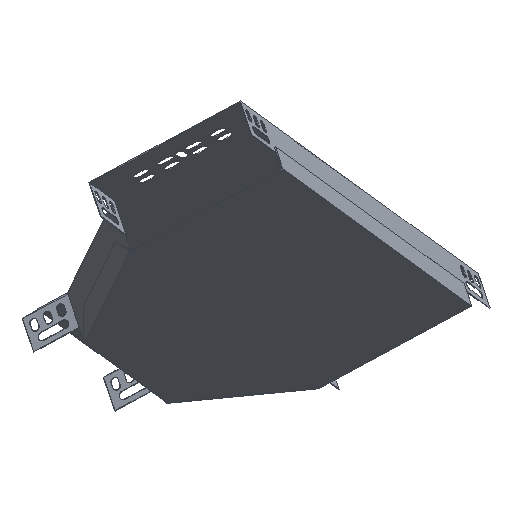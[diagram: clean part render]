
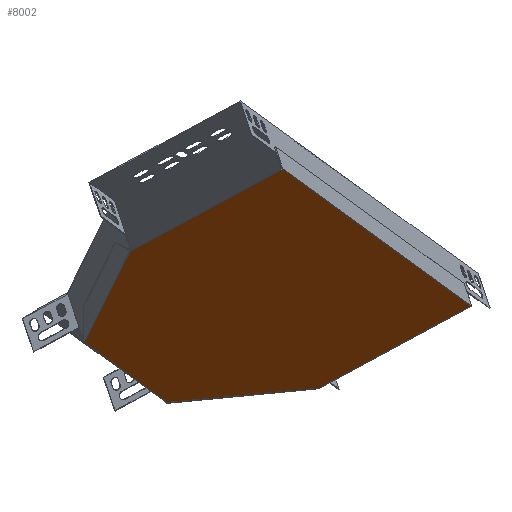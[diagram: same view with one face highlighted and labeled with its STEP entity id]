
A CAD part, front view. The second image highlights one B-rep face of the part: STEP entity #8002.
In plain terms, the highlighted planar face has unit normal (0.283, -0.485, -0.827).
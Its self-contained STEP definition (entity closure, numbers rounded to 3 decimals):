
#180 = CARTESIAN_POINT ( 'NONE',  ( 232.925, 226.234, -46.67 ) ) ;
#202 = ORIENTED_EDGE ( 'NONE', *, *, #3094, .F. ) ;
#361 = CARTESIAN_POINT ( 'NONE',  ( -93.604, 89.927, -78.332 ) ) ;
#437 = DIRECTION ( 'NONE',  ( -0.283, 0.485, 0.827 ) ) ;
#818 = EDGE_CURVE ( 'NONE', #8977, #2617, #4557, .T. ) ;
#1139 = CARTESIAN_POINT ( 'NONE',  ( -25.415, 215.775, -128.865 ) ) ;
#1152 = CARTESIAN_POINT ( 'NONE',  ( -55.913, -21.623, 0.013 ) ) ;
#1537 = VECTOR ( 'NONE', #2555, 1000. ) ;
#1589 = LINE ( 'NONE', #2524, #1537 ) ;
#1596 = VECTOR ( 'NONE', #7421, 1000. ) ;
#1635 = LINE ( 'NONE', #4700, #1596 ) ;
#1715 = LINE ( 'NONE', #361, #1759 ) ;
#1719 = DIRECTION ( 'NONE',  ( 0.276, -0.785, 0.555 ) ) ;
#1725 = VECTOR ( 'NONE', #3942, 1000. ) ;
#1743 = VECTOR ( 'NONE', #7357, 1000. ) ;
#1752 = LINE ( 'NONE', #3197, #1725 ) ;
#1753 = VECTOR ( 'NONE', #1719, 1000. ) ;
#1759 = VECTOR ( 'NONE', #4673, 1000. ) ;
#1770 = VECTOR ( 'NONE', #8939, 1000. ) ;
#1780 = LINE ( 'NONE', #6625, #1743 ) ;
#1791 = LINE ( 'NONE', #3907, #1753 ) ;
#1797 = VECTOR ( 'NONE', #5129, 1000. ) ;
#1804 = VECTOR ( 'NONE', #3168, 1000. ) ;
#1814 = LINE ( 'NONE', #9254, #1804 ) ;
#1823 = LINE ( 'NONE', #3525, #1770 ) ;
#1859 = CARTESIAN_POINT ( 'NONE',  ( 73.401, -63.965, 69.076 ) ) ;
#1870 = LINE ( 'NONE', #7727, #1797 ) ;
#2246 = CARTESIAN_POINT ( 'NONE',  ( -54.627, -21.084, 0.137 ) ) ;
#2265 = ORIENTED_EDGE ( 'NONE', *, *, #3093, .F. ) ;
#2524 = CARTESIAN_POINT ( 'NONE',  ( 104.897, 269.116, -115.609 ) ) ;
#2555 = DIRECTION ( 'NONE',  ( 0.845, -0.283, 0.455 ) ) ;
#2589 = VERTEX_POINT ( 'NONE', #2246 ) ;
#2617 = VERTEX_POINT ( 'NONE', #180 ) ;
#2865 = ORIENTED_EDGE ( 'NONE', *, *, #3169, .T. ) ;
#3091 = EDGE_CURVE ( 'NONE', #6667, #7440, #1870, .T. ) ;
#3093 = EDGE_CURVE ( 'NONE', #6667, #7285, #1814, .T. ) ;
#3094 = EDGE_CURVE ( 'NONE', #7285, #2589, #1823, .T. ) ;
#3108 = EDGE_CURVE ( 'NONE', #6797, #6266, #1791, .T. ) ;
#3110 = EDGE_CURVE ( 'NONE', #5830, #6797, #1780, .T. ) ;
#3112 = EDGE_CURVE ( 'NONE', #5830, #8378, #1752, .T. ) ;
#3121 = EDGE_CURVE ( 'NONE', #7440, #8378, #1715, .T. ) ;
#3126 = ORIENTED_EDGE ( 'NONE', *, *, #3110, .T. ) ;
#3149 = EDGE_CURVE ( 'NONE', #8977, #2589, #1635, .T. ) ;
#3168 = DIRECTION ( 'NONE',  ( 0.276, -0.785, 0.555 ) ) ;
#3169 = EDGE_CURVE ( 'NONE', #6266, #2617, #1589, .T. ) ;
#3197 = CARTESIAN_POINT ( 'NONE',  ( -25.194, 215.147, -128.421 ) ) ;
#3525 = CARTESIAN_POINT ( 'NONE',  ( -55.178, -21.315, 0.084 ) ) ;
#3633 = CARTESIAN_POINT ( 'NONE',  ( -93.604, 89.927, -78.332 ) ) ;
#3907 = CARTESIAN_POINT ( 'NONE',  ( 104.731, 269.587, -115.942 ) ) ;
#3942 = DIRECTION ( 'NONE',  ( 0.276, -0.785, 0.555 ) ) ;
#4016 = PLANE ( 'NONE',  #8209 ) ;
#4025 = EDGE_LOOP ( 'NONE', ( #6704, #5505, #3126, #8933, #2865, #6538, #6838, #202, #2265, #8536 ) ) ;
#4113 = DIRECTION ( 'NONE',  ( 0.455, 0.827, -0.33 ) ) ;
#4496 = VECTOR ( 'NONE', #4113, 1000. ) ;
#4557 = LINE ( 'NONE', #6175, #4496 ) ;
#4673 = DIRECTION ( 'NONE',  ( 0.455, 0.827, -0.33 ) ) ;
#4700 = CARTESIAN_POINT ( 'NONE',  ( 72.726, -63.739, 68.712 ) ) ;
#4748 = CARTESIAN_POINT ( 'NONE',  ( -122.992, 173.629, -137.498 ) ) ;
#5129 = DIRECTION ( 'NONE',  ( 0.919, 0.385, 0.088 ) ) ;
#5481 = DIRECTION ( 'NONE',  ( -0.455, -0.827, 0.33 ) ) ;
#5505 = ORIENTED_EDGE ( 'NONE', *, *, #3112, .F. ) ;
#5830 = VERTEX_POINT ( 'NONE', #1139 ) ;
#6175 = CARTESIAN_POINT ( 'NONE',  ( 72.887, -64.901, 69.449 ) ) ;
#6266 = VERTEX_POINT ( 'NONE', #9221 ) ;
#6538 = ORIENTED_EDGE ( 'NONE', *, *, #818, .F. ) ;
#6625 = CARTESIAN_POINT ( 'NONE',  ( -26.454, 215.34, -128.965 ) ) ;
#6663 = CARTESIAN_POINT ( 'NONE',  ( -25.029, 214.676, -128.089 ) ) ;
#6667 = VERTEX_POINT ( 'NONE', #8662 ) ;
#6704 = ORIENTED_EDGE ( 'NONE', *, *, #3121, .T. ) ;
#6797 = VERTEX_POINT ( 'NONE', #8156 ) ;
#6838 = ORIENTED_EDGE ( 'NONE', *, *, #3149, .T. ) ;
#7285 = VERTEX_POINT ( 'NONE', #1152 ) ;
#7357 = DIRECTION ( 'NONE',  ( 0.919, 0.385, 0.088 ) ) ;
#7421 = DIRECTION ( 'NONE',  ( -0.845, 0.283, -0.455 ) ) ;
#7440 = VERTEX_POINT ( 'NONE', #3633 ) ;
#7727 = CARTESIAN_POINT ( 'NONE',  ( -94.155, 89.696, -78.385 ) ) ;
#8002 = ADVANCED_FACE ( 'NONE', ( #8699 ), #4016, .F. ) ;
#8156 = CARTESIAN_POINT ( 'NONE',  ( 104.511, 270.215, -116.386 ) ) ;
#8209 = AXIS2_PLACEMENT_3D ( 'NONE', #4748, #437, #5481 ) ;
#8378 = VERTEX_POINT ( 'NONE', #6663 ) ;
#8536 = ORIENTED_EDGE ( 'NONE', *, *, #3091, .T. ) ;
#8662 = CARTESIAN_POINT ( 'NONE',  ( -94.89, 89.388, -78.456 ) ) ;
#8699 = FACE_OUTER_BOUND ( 'NONE', #4025, .T. ) ;
#8933 = ORIENTED_EDGE ( 'NONE', *, *, #3108, .T. ) ;
#8939 = DIRECTION ( 'NONE',  ( 0.919, 0.385, 0.088 ) ) ;
#8977 = VERTEX_POINT ( 'NONE', #1859 ) ;
#9221 = CARTESIAN_POINT ( 'NONE',  ( 104.897, 269.116, -115.609 ) ) ;
#9254 = CARTESIAN_POINT ( 'NONE',  ( -95.202, 90.276, -79.084 ) ) ;
